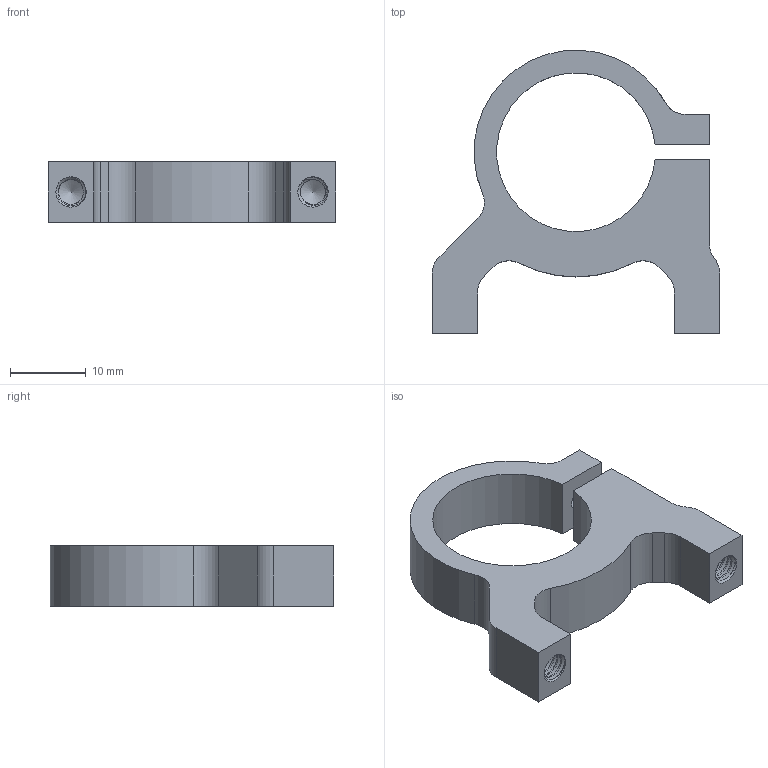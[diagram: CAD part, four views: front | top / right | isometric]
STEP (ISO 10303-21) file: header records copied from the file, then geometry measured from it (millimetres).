
FILE_DESCRIPTION( ( '' ), ' ' );
FILE_NAME( '5a596bc72911760eedb7852e.step', '2018-01-13T02:15:36', ( '' ), ( '' ), ' ', ' ', ' ' );
FILE_SCHEMA( ( 'AUTOMOTIVE_DESIGN { 1 0 10303 214 1 1 1 1 }' ) );
Length unit declared in the file: metre
Products named in the file (1): 1400-0032-0021
Bounding box: 38 x 37.48 x 8 mm (x, y, z)
Volume: 4067.2 mm3; surface area: 3404.3 mm2
Topology: 1 solids, 1 shells, 80 faces, 408 edges, 330 vertices
Faces by surface type: cylinder 50, plane 19, bspline 6, cone 5
Full cylindrical faces by diameter (mm): 3.3 x29, 4 x1
Entity records: 7320 total; most frequent: CARTESIAN_POINT 4719, ORIENTED_EDGE 734, EDGE_CURVE 367, VERTEX_POINT 328, DIRECTION 246, AXIS2_PLACEMENT_3D 95, EDGE_LOOP 60, LINE 56
